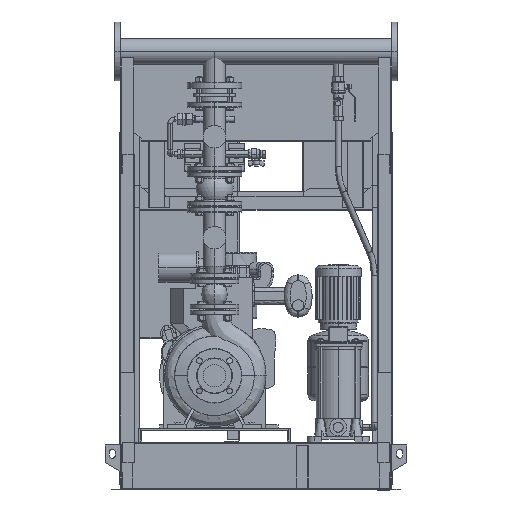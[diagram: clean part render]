
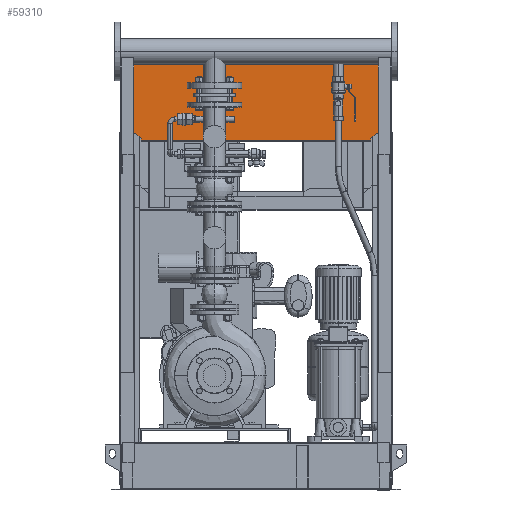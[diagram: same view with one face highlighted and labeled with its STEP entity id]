
A CAD part, left-side view. The second image highlights one B-rep face of the part: STEP entity #59310.
In plain terms, the highlighted planar face has unit normal (-1, 0, 0).
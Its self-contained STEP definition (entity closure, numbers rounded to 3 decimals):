
#58716=CARTESIAN_POINT('',(116.0,409.5,1467.775));
#58717=VERTEX_POINT('',#58716);
#58724=CARTESIAN_POINT('',(116.0,-409.5,1467.775));
#58725=VERTEX_POINT('',#58724);
#58726=CARTESIAN_POINT('',(116.0,-409.5,1467.775));
#58727=DIRECTION('',(0.0,1.0,0.0));
#58728=VECTOR('',#58727,819.0);
#58729=LINE('',#58726,#58728);
#58730=EDGE_CURVE('',#58725,#58717,#58729,.T.);
#58787=CARTESIAN_POINT('',(116.0,-389.5,1187.775));
#58788=VERTEX_POINT('',#58787);
#58795=CARTESIAN_POINT('',(116.0,389.5,1187.775));
#58796=VERTEX_POINT('',#58795);
#58797=CARTESIAN_POINT('',(116.0,389.5,1187.775));
#58798=DIRECTION('',(0.0,-1.0,0.0));
#58799=VECTOR('',#58798,779.0);
#58800=LINE('',#58797,#58799);
#58801=EDGE_CURVE('',#58796,#58788,#58800,.T.);
#58858=CARTESIAN_POINT('',(116.0,409.5,1463.775));
#58859=VERTEX_POINT('',#58858);
#58866=CARTESIAN_POINT('',(116.0,409.5,1467.775));
#58867=DIRECTION('',(0.0,0.0,-1.0));
#58868=VECTOR('',#58867,4.0);
#58869=LINE('',#58866,#58868);
#58870=EDGE_CURVE('',#58717,#58859,#58869,.T.);
#58896=CARTESIAN_POINT('',(116.0,452.0,1463.775));
#58897=VERTEX_POINT('',#58896);
#58904=CARTESIAN_POINT('',(116.0,409.5,1463.775));
#58905=DIRECTION('',(0.0,1.0,0.0));
#58906=VECTOR('',#58905,42.5);
#58907=LINE('',#58904,#58906);
#58908=EDGE_CURVE('',#58859,#58897,#58907,.T.);
#58927=CARTESIAN_POINT('',(116.0,452.0,1212.775));
#58928=VERTEX_POINT('',#58927);
#58935=CARTESIAN_POINT('',(116.0,452.0,1463.775));
#58936=DIRECTION('',(0.0,0.0,-1.0));
#58937=VECTOR('',#58936,251.);
#58938=LINE('',#58935,#58937);
#58939=EDGE_CURVE('',#58897,#58928,#58938,.T.);
#58958=CARTESIAN_POINT('',(116.0,409.5,1212.775));
#58959=VERTEX_POINT('',#58958);
#58966=CARTESIAN_POINT('',(116.0,452.0,1212.775));
#58967=DIRECTION('',(0.0,-1.0,0.0));
#58968=VECTOR('',#58967,42.5);
#58969=LINE('',#58966,#58968);
#58970=EDGE_CURVE('',#58928,#58959,#58969,.T.);
#58989=CARTESIAN_POINT('',(116.0,389.5,1192.775));
#58990=VERTEX_POINT('',#58989);
#58997=CARTESIAN_POINT('',(116.0,409.5,1212.775));
#58998=DIRECTION('',(0.0,-0.707,-0.707));
#58999=VECTOR('',#58998,28.284);
#59000=LINE('',#58997,#58999);
#59001=EDGE_CURVE('',#58959,#58990,#59000,.T.);
#59028=CARTESIAN_POINT('',(116.0,389.5,1192.775));
#59029=DIRECTION('',(0.0,0.0,-1.0));
#59030=VECTOR('',#59029,5.0);
#59031=LINE('',#59028,#59030);
#59032=EDGE_CURVE('',#58990,#58796,#59031,.T.);
#59075=CARTESIAN_POINT('',(116.0,-389.5,1192.775));
#59076=VERTEX_POINT('',#59075);
#59083=CARTESIAN_POINT('',(116.0,-389.5,1187.775));
#59084=DIRECTION('',(0.0,0.0,1.0));
#59085=VECTOR('',#59084,5.0);
#59086=LINE('',#59083,#59085);
#59087=EDGE_CURVE('',#58788,#59076,#59086,.T.);
#59108=CARTESIAN_POINT('',(116.0,-409.5,1212.775));
#59109=VERTEX_POINT('',#59108);
#59116=CARTESIAN_POINT('',(116.0,-389.5,1192.775));
#59117=DIRECTION('',(0.0,-0.707,0.707));
#59118=VECTOR('',#59117,28.284);
#59119=LINE('',#59116,#59118);
#59120=EDGE_CURVE('',#59076,#59109,#59119,.T.);
#59139=CARTESIAN_POINT('',(116.0,-452.0,1212.775));
#59140=VERTEX_POINT('',#59139);
#59147=CARTESIAN_POINT('',(116.0,-409.5,1212.775));
#59148=DIRECTION('',(0.0,-1.0,0.0));
#59149=VECTOR('',#59148,42.5);
#59150=LINE('',#59147,#59149);
#59151=EDGE_CURVE('',#59109,#59140,#59150,.T.);
#59170=CARTESIAN_POINT('',(116.0,-452.0,1463.775));
#59171=VERTEX_POINT('',#59170);
#59178=CARTESIAN_POINT('',(116.0,-452.0,1212.775));
#59179=DIRECTION('',(0.0,0.0,1.0));
#59180=VECTOR('',#59179,251.0);
#59181=LINE('',#59178,#59180);
#59182=EDGE_CURVE('',#59140,#59171,#59181,.T.);
#59201=CARTESIAN_POINT('',(116.0,-409.5,1463.775));
#59202=VERTEX_POINT('',#59201);
#59209=CARTESIAN_POINT('',(116.0,-452.0,1463.775));
#59210=DIRECTION('',(0.0,1.0,0.0));
#59211=VECTOR('',#59210,42.5);
#59212=LINE('',#59209,#59211);
#59213=EDGE_CURVE('',#59171,#59202,#59212,.T.);
#59240=CARTESIAN_POINT('',(116.0,-409.5,1463.775));
#59241=DIRECTION('',(0.0,0.0,1.0));
#59242=VECTOR('',#59241,4.0);
#59243=LINE('',#59240,#59242);
#59244=EDGE_CURVE('',#59202,#58725,#59243,.T.);
#59289=CARTESIAN_POINT('',(116.0,0.,1330.094));
#59290=DIRECTION('',(1.0,0.0,0.0));
#59291=DIRECTION('',(0.0,0.0,-1.0));
#59292=AXIS2_PLACEMENT_3D('',#59289,#59290,#59291);
#59293=PLANE('',#59292);
#59294=ORIENTED_EDGE('',*,*,#58730,.T.);
#59295=ORIENTED_EDGE('',*,*,#58870,.T.);
#59296=ORIENTED_EDGE('',*,*,#58908,.T.);
#59297=ORIENTED_EDGE('',*,*,#58939,.T.);
#59298=ORIENTED_EDGE('',*,*,#58970,.T.);
#59299=ORIENTED_EDGE('',*,*,#59001,.T.);
#59300=ORIENTED_EDGE('',*,*,#59032,.T.);
#59301=ORIENTED_EDGE('',*,*,#58801,.T.);
#59302=ORIENTED_EDGE('',*,*,#59087,.T.);
#59303=ORIENTED_EDGE('',*,*,#59120,.T.);
#59304=ORIENTED_EDGE('',*,*,#59151,.T.);
#59305=ORIENTED_EDGE('',*,*,#59182,.T.);
#59306=ORIENTED_EDGE('',*,*,#59213,.T.);
#59307=ORIENTED_EDGE('',*,*,#59244,.T.);
#59308=EDGE_LOOP('',(#59294,#59295,#59296,#59297,#59298,#59299,#59300,#59301,#59302,#59303,#59304,#59305,#59306,#59307));
#59309=FACE_OUTER_BOUND('',#59308,.T.);
#59310=ADVANCED_FACE('',(#59309),#59293,.F.);
